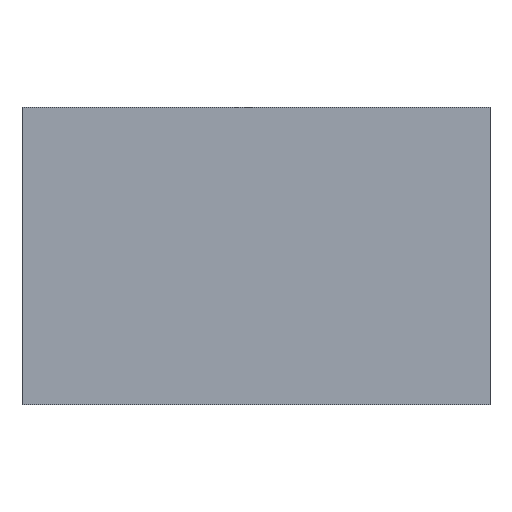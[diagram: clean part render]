
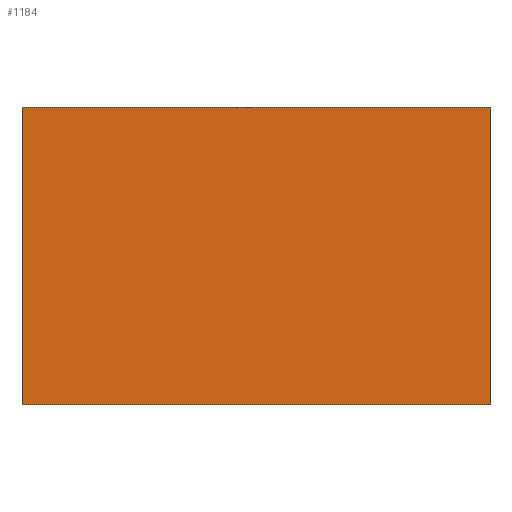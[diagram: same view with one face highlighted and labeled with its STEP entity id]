
A CAD part, front view. The second image highlights one B-rep face of the part: STEP entity #1184.
In plain terms, the highlighted planar face has unit normal (0, -1, 0).
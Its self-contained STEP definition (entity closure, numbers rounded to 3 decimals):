
#3 = VERTEX_POINT ( 'NONE', #1133 ) ;
#22 = DIRECTION ( 'NONE',  ( 1., 0., 0. ) ) ;
#26 = VECTOR ( 'NONE', #22, 1000. ) ;
#38 = VERTEX_POINT ( 'NONE', #562 ) ;
#72 = EDGE_CURVE ( 'NONE', #754, #203, #112, .T. ) ;
#80 = LINE ( 'NONE', #561, #149 ) ;
#93 = LINE ( 'NONE', #114, #364 ) ;
#112 = LINE ( 'NONE', #874, #26 ) ;
#114 = CARTESIAN_POINT ( 'NONE',  ( 25., -35., -10. ) ) ;
#133 = DIRECTION ( 'NONE',  ( -1., 0., 0. ) ) ;
#149 = VECTOR ( 'NONE', #463, 1000. ) ;
#161 = CARTESIAN_POINT ( 'NONE',  ( 30., -35., -45. ) ) ;
#203 = VERTEX_POINT ( 'NONE', #767 ) ;
#233 = LINE ( 'NONE', #877, #1104 ) ;
#364 = VECTOR ( 'NONE', #1230, 1000. ) ;
#393 = ORIENTED_EDGE ( 'NONE', *, *, #72, .T. ) ;
#429 = EDGE_CURVE ( 'NONE', #38, #3, #80, .T. ) ;
#463 = DIRECTION ( 'NONE',  ( 1., 0., 0. ) ) ;
#510 = DIRECTION ( 'NONE',  ( 0., -1., 0. ) ) ;
#561 = CARTESIAN_POINT ( 'NONE',  ( 0., -35., -10. ) ) ;
#562 = CARTESIAN_POINT ( 'NONE',  ( -30., -35., -10. ) ) ;
#626 = ORIENTED_EDGE ( 'NONE', *, *, #429, .F. ) ;
#656 = EDGE_LOOP ( 'NONE', ( #393, #935, #626, #897 ) ) ;
#698 = DIRECTION ( 'NONE',  ( 0., 0., -1. ) ) ;
#754 = VERTEX_POINT ( 'NONE', #1082 ) ;
#767 = CARTESIAN_POINT ( 'NONE',  ( 25., -35., -45. ) ) ;
#807 = FACE_OUTER_BOUND ( 'NONE', #656, .T. ) ;
#874 = CARTESIAN_POINT ( 'NONE',  ( 0., -35., -45. ) ) ;
#877 = CARTESIAN_POINT ( 'NONE',  ( -30., -35., -45. ) ) ;
#897 = ORIENTED_EDGE ( 'NONE', *, *, #1206, .T. ) ;
#935 = ORIENTED_EDGE ( 'NONE', *, *, #1084, .T. ) ;
#1067 = PLANE ( 'NONE',  #1142 ) ;
#1082 = CARTESIAN_POINT ( 'NONE',  ( -30., -35., -45. ) ) ;
#1084 = EDGE_CURVE ( 'NONE', #203, #3, #93, .T. ) ;
#1104 = VECTOR ( 'NONE', #698, 1000. ) ;
#1133 = CARTESIAN_POINT ( 'NONE',  ( 25., -35., -10. ) ) ;
#1142 = AXIS2_PLACEMENT_3D ( 'NONE', #161, #510, #133 ) ;
#1184 = ADVANCED_FACE ( 'NONE', ( #807 ), #1067, .T. ) ;
#1206 = EDGE_CURVE ( 'NONE', #38, #754, #233, .T. ) ;
#1230 = DIRECTION ( 'NONE',  ( 0., 0., 1. ) ) ;
